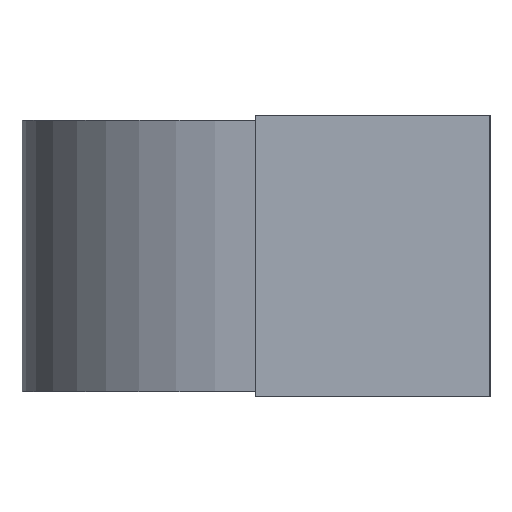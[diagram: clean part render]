
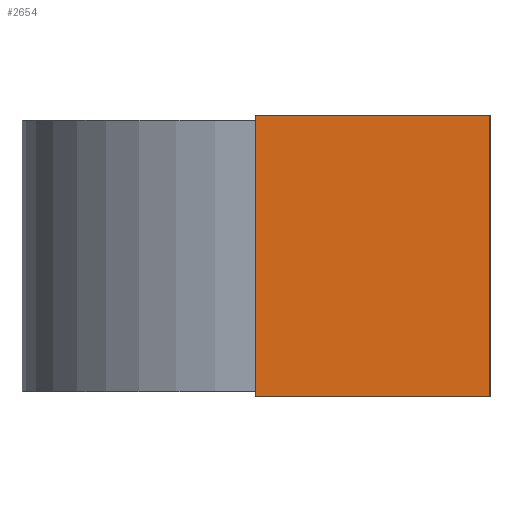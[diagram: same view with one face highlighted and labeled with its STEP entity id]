
A CAD part, left-side view. The second image highlights one B-rep face of the part: STEP entity #2654.
In plain terms, the highlighted planar face has unit normal (-1, 0, 0).
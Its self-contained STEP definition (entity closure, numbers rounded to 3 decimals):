
#1798 = PLANE('',#1799);
#1799 = AXIS2_PLACEMENT_3D('',#1800,#1801,#1802);
#1800 = CARTESIAN_POINT('',(-1.05,0.25,0.));
#1801 = DIRECTION('',(0.,1.,0.));
#1802 = DIRECTION('',(1.,0.,0.));
#1877 = PLANE('',#1878);
#1878 = AXIS2_PLACEMENT_3D('',#1879,#1880,#1881);
#1879 = CARTESIAN_POINT('',(0.85,0.25,0.));
#1880 = DIRECTION('',(0.,0.,1.));
#1881 = DIRECTION('',(1.,0.,0.));
#2057 = PLANE('',#2058);
#2058 = AXIS2_PLACEMENT_3D('',#2059,#2060,#2061);
#2059 = CARTESIAN_POINT('',(1.05,-0.25,0.));
#2060 = DIRECTION('',(0.,-1.,0.));
#2061 = DIRECTION('',(-1.,0.,0.));
#2184 = PLANE('',#2185);
#2185 = AXIS2_PLACEMENT_3D('',#2186,#2187,#2188);
#2186 = CARTESIAN_POINT('',(0.85,0.25,0.6));
#2187 = DIRECTION('',(0.,0.,1.));
#2188 = DIRECTION('',(1.,0.,0.));
#2445 = EDGE_CURVE('',#2446,#2448,#2450,.T.);
#2446 = VERTEX_POINT('',#2447);
#2447 = CARTESIAN_POINT('',(-1.05,0.25,0.));
#2448 = VERTEX_POINT('',#2449);
#2449 = CARTESIAN_POINT('',(-1.05,0.25,0.6));
#2450 = SURFACE_CURVE('',#2451,(#2455,#2462),.PCURVE_S1.);
#2451 = LINE('',#2452,#2453);
#2452 = CARTESIAN_POINT('',(-1.05,0.25,0.));
#2453 = VECTOR('',#2454,1.);
#2454 = DIRECTION('',(0.,0.,1.));
#2455 = PCURVE('',#1798,#2456);
#2456 = DEFINITIONAL_REPRESENTATION('',(#2457),#2461);
#2457 = LINE('',#2458,#2459);
#2458 = CARTESIAN_POINT('',(0.,0.));
#2459 = VECTOR('',#2460,1.);
#2460 = DIRECTION('',(0.,-1.));
#2461 = ( GEOMETRIC_REPRESENTATION_CONTEXT(2) 
PARAMETRIC_REPRESENTATION_CONTEXT() REPRESENTATION_CONTEXT('2D SPACE',''
  ) );
#2462 = PCURVE('',#2463,#2468);
#2463 = PLANE('',#2464);
#2464 = AXIS2_PLACEMENT_3D('',#2465,#2466,#2467);
#2465 = CARTESIAN_POINT('',(-1.05,-0.25,0.));
#2466 = DIRECTION('',(-1.,0.,0.));
#2467 = DIRECTION('',(0.,1.,0.));
#2468 = DEFINITIONAL_REPRESENTATION('',(#2469),#2473);
#2469 = LINE('',#2470,#2471);
#2470 = CARTESIAN_POINT('',(0.5,0.));
#2471 = VECTOR('',#2472,1.);
#2472 = DIRECTION('',(0.,-1.));
#2473 = ( GEOMETRIC_REPRESENTATION_CONTEXT(2) 
PARAMETRIC_REPRESENTATION_CONTEXT() REPRESENTATION_CONTEXT('2D SPACE',''
  ) );
#2525 = EDGE_CURVE('',#2526,#2446,#2528,.T.);
#2526 = VERTEX_POINT('',#2527);
#2527 = CARTESIAN_POINT('',(-1.05,-0.25,0.));
#2528 = SURFACE_CURVE('',#2529,(#2533,#2540),.PCURVE_S1.);
#2529 = LINE('',#2530,#2531);
#2530 = CARTESIAN_POINT('',(-1.05,-0.25,0.));
#2531 = VECTOR('',#2532,1.);
#2532 = DIRECTION('',(0.,1.,0.));
#2533 = PCURVE('',#1877,#2534);
#2534 = DEFINITIONAL_REPRESENTATION('',(#2535),#2539);
#2535 = LINE('',#2536,#2537);
#2536 = CARTESIAN_POINT('',(-1.9,-0.5));
#2537 = VECTOR('',#2538,1.);
#2538 = DIRECTION('',(0.,1.));
#2539 = ( GEOMETRIC_REPRESENTATION_CONTEXT(2) 
PARAMETRIC_REPRESENTATION_CONTEXT() REPRESENTATION_CONTEXT('2D SPACE',''
  ) );
#2540 = PCURVE('',#2463,#2541);
#2541 = DEFINITIONAL_REPRESENTATION('',(#2542),#2546);
#2542 = LINE('',#2543,#2544);
#2543 = CARTESIAN_POINT('',(0.,0.));
#2544 = VECTOR('',#2545,1.);
#2545 = DIRECTION('',(1.,0.));
#2546 = ( GEOMETRIC_REPRESENTATION_CONTEXT(2) 
PARAMETRIC_REPRESENTATION_CONTEXT() REPRESENTATION_CONTEXT('2D SPACE',''
  ) );
#2580 = VERTEX_POINT('',#2581);
#2581 = CARTESIAN_POINT('',(-1.05,-0.25,0.6));
#2602 = EDGE_CURVE('',#2526,#2580,#2603,.T.);
#2603 = SURFACE_CURVE('',#2604,(#2608,#2615),.PCURVE_S1.);
#2604 = LINE('',#2605,#2606);
#2605 = CARTESIAN_POINT('',(-1.05,-0.25,0.));
#2606 = VECTOR('',#2607,1.);
#2607 = DIRECTION('',(0.,0.,1.));
#2608 = PCURVE('',#2057,#2609);
#2609 = DEFINITIONAL_REPRESENTATION('',(#2610),#2614);
#2610 = LINE('',#2611,#2612);
#2611 = CARTESIAN_POINT('',(2.1,0.));
#2612 = VECTOR('',#2613,1.);
#2613 = DIRECTION('',(0.,-1.));
#2614 = ( GEOMETRIC_REPRESENTATION_CONTEXT(2) 
PARAMETRIC_REPRESENTATION_CONTEXT() REPRESENTATION_CONTEXT('2D SPACE',''
  ) );
#2615 = PCURVE('',#2463,#2616);
#2616 = DEFINITIONAL_REPRESENTATION('',(#2617),#2621);
#2617 = LINE('',#2618,#2619);
#2618 = CARTESIAN_POINT('',(0.,0.));
#2619 = VECTOR('',#2620,1.);
#2620 = DIRECTION('',(0.,-1.));
#2621 = ( GEOMETRIC_REPRESENTATION_CONTEXT(2) 
PARAMETRIC_REPRESENTATION_CONTEXT() REPRESENTATION_CONTEXT('2D SPACE',''
  ) );
#2629 = EDGE_CURVE('',#2580,#2448,#2630,.T.);
#2630 = SURFACE_CURVE('',#2631,(#2635,#2642),.PCURVE_S1.);
#2631 = LINE('',#2632,#2633);
#2632 = CARTESIAN_POINT('',(-1.05,-0.25,0.6));
#2633 = VECTOR('',#2634,1.);
#2634 = DIRECTION('',(0.,1.,0.));
#2635 = PCURVE('',#2184,#2636);
#2636 = DEFINITIONAL_REPRESENTATION('',(#2637),#2641);
#2637 = LINE('',#2638,#2639);
#2638 = CARTESIAN_POINT('',(-1.9,-0.5));
#2639 = VECTOR('',#2640,1.);
#2640 = DIRECTION('',(0.,1.));
#2641 = ( GEOMETRIC_REPRESENTATION_CONTEXT(2) 
PARAMETRIC_REPRESENTATION_CONTEXT() REPRESENTATION_CONTEXT('2D SPACE',''
  ) );
#2642 = PCURVE('',#2463,#2643);
#2643 = DEFINITIONAL_REPRESENTATION('',(#2644),#2648);
#2644 = LINE('',#2645,#2646);
#2645 = CARTESIAN_POINT('',(0.,-0.6));
#2646 = VECTOR('',#2647,1.);
#2647 = DIRECTION('',(1.,0.));
#2648 = ( GEOMETRIC_REPRESENTATION_CONTEXT(2) 
PARAMETRIC_REPRESENTATION_CONTEXT() REPRESENTATION_CONTEXT('2D SPACE',''
  ) );
#2654 = ADVANCED_FACE('',(#2655),#2463,.T.);
#2655 = FACE_BOUND('',#2656,.T.);
#2656 = EDGE_LOOP('',(#2657,#2658,#2659,#2660));
#2657 = ORIENTED_EDGE('',*,*,#2602,.T.);
#2658 = ORIENTED_EDGE('',*,*,#2629,.T.);
#2659 = ORIENTED_EDGE('',*,*,#2445,.F.);
#2660 = ORIENTED_EDGE('',*,*,#2525,.F.);
